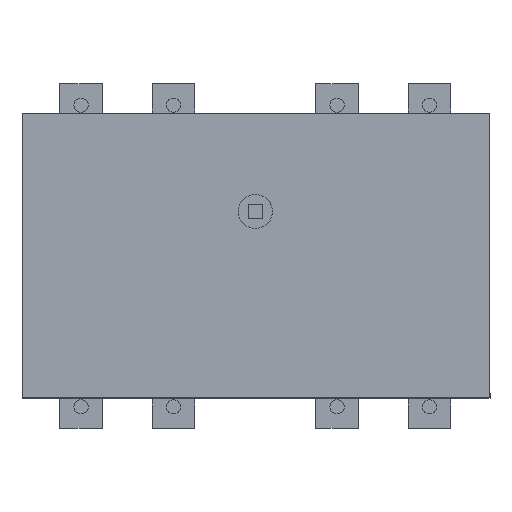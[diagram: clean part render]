
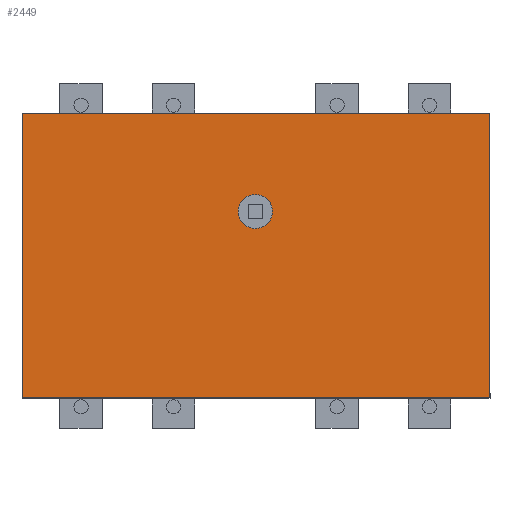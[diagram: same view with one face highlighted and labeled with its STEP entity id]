
A CAD part, top view. The second image highlights one B-rep face of the part: STEP entity #2449.
In plain terms, the highlighted planar face has unit normal (0, 0, 1).
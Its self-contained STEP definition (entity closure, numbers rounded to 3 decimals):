
#118=PLANE('',#13975);
#183=FACE_BOUND('',#535,.T.);
#331=FACE_OUTER_BOUND('',#534,.T.);
#534=EDGE_LOOP('',(#1983,#1984,#1985,#1986));
#535=EDGE_LOOP('',(#1987));
#823=VERTEX_POINT('',#26089);
#824=VERTEX_POINT('',#26090);
#825=VERTEX_POINT('',#26092);
#826=VERTEX_POINT('',#26094);
#827=VERTEX_POINT('',#26097);
#1229=EDGE_CURVE('',#823,#824,#10687,.T.);
#1230=EDGE_CURVE('',#825,#823,#10688,.T.);
#1231=EDGE_CURVE('',#826,#825,#10689,.T.);
#1232=EDGE_CURVE('',#824,#826,#10690,.T.);
#1233=EDGE_CURVE('',#827,#827,#2612,.T.);
#1983=ORIENTED_EDGE('',*,*,#1229,.F.);
#1984=ORIENTED_EDGE('',*,*,#1230,.F.);
#1985=ORIENTED_EDGE('',*,*,#1231,.F.);
#1986=ORIENTED_EDGE('',*,*,#1232,.F.);
#1987=ORIENTED_EDGE('',*,*,#1233,.F.);
#2449=ADVANCED_FACE('',(#331,#183),#118,.T.);
#2612=CIRCLE('',#13976,12.);
#10687=LINE('',#26091,#13630);
#10688=LINE('',#26093,#13631);
#10689=LINE('',#26095,#13632);
#10690=LINE('',#26096,#13633);
#13630=VECTOR('',#17330,10.);
#13631=VECTOR('',#17331,10.);
#13632=VECTOR('',#17332,10.);
#13633=VECTOR('',#17333,10.);
#13975=AXIS2_PLACEMENT_3D('',#26088,#17328,#17329);
#13976=AXIS2_PLACEMENT_3D('',#26098,#17334,#17335);
#17328=DIRECTION('center_axis',(0.,0.,
1.));
#17329=DIRECTION('ref_axis',(1.,0.,0.));
#17330=DIRECTION('',(0.,1.,0.));
#17331=DIRECTION('',(-1.,0.,0.));
#17332=DIRECTION('',(0.,-1.,0.));
#17333=DIRECTION('',(1.,0.,0.));
#17334=DIRECTION('center_axis',(0.,0.,
1.));
#17335=DIRECTION('ref_axis',(-1.,0.,0.));
#26088=CARTESIAN_POINT('Origin',(162.5,0.,183.));
#26089=CARTESIAN_POINT('',(-2.,-100.,183.));
#26090=CARTESIAN_POINT('',(-2.,100.,183.));
#26091=CARTESIAN_POINT('',(-2.,100.,183.));
#26092=CARTESIAN_POINT('',(327.,-100.,183.));
#26093=CARTESIAN_POINT('',(-2.,-100.,183.));
#26094=CARTESIAN_POINT('',(327.,100.,183.));
#26095=CARTESIAN_POINT('',(327.,-100.,183.));
#26096=CARTESIAN_POINT('',(327.,100.,183.));
#26097=CARTESIAN_POINT('',(174.,31.,183.));
#26098=CARTESIAN_POINT('Origin',(162.,31.,183.));
